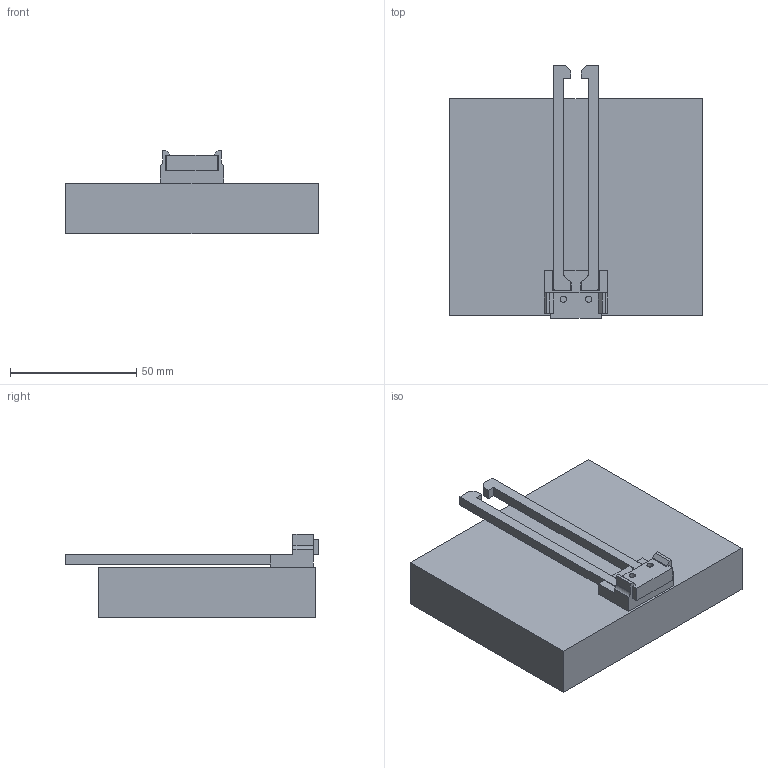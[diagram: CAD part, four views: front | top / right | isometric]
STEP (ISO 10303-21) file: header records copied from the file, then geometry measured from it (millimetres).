
FILE_DESCRIPTION(/* description */ (''),/* implementation_level */ '2;1');
FILE_NAME(/* name */ 'endStop v1.step',/* time_stamp */ '2019-08-16T14:29:55+02:00',/* author */ (''),/* organization */ (''),/* preprocessor_version */ 'ST-DEVELOPER v18',/* originating_system */ 'Autodesk Translation Framework v8.2.0.1029',/* authorisation */ '');
FILE_SCHEMA (('AUTOMOTIVE_DESIGN { 1 0 10303 214 3 1 1 }'));
Length unit declared in the file: millimetre
Products named in the file (1): endStop
Bounding box: 100 x 100.01 x 33 mm (x, y, z)
Volume: 178180.5 mm3; surface area: 30335.4 mm2
Topology: 5 solids, 5 shells, 80 faces, 210 edges, 140 vertices
Faces by surface type: plane 68, cylinder 12
Full cylindrical faces by diameter (mm): 2.5 x2
Entity records: 2475 total; most frequent: CARTESIAN_POINT 431, ORIENTED_EDGE 420, DIRECTION 396, EDGE_CURVE 210, LINE 186, VECTOR 186, VERTEX_POINT 140, AXIS2_PLACEMENT_3D 105
